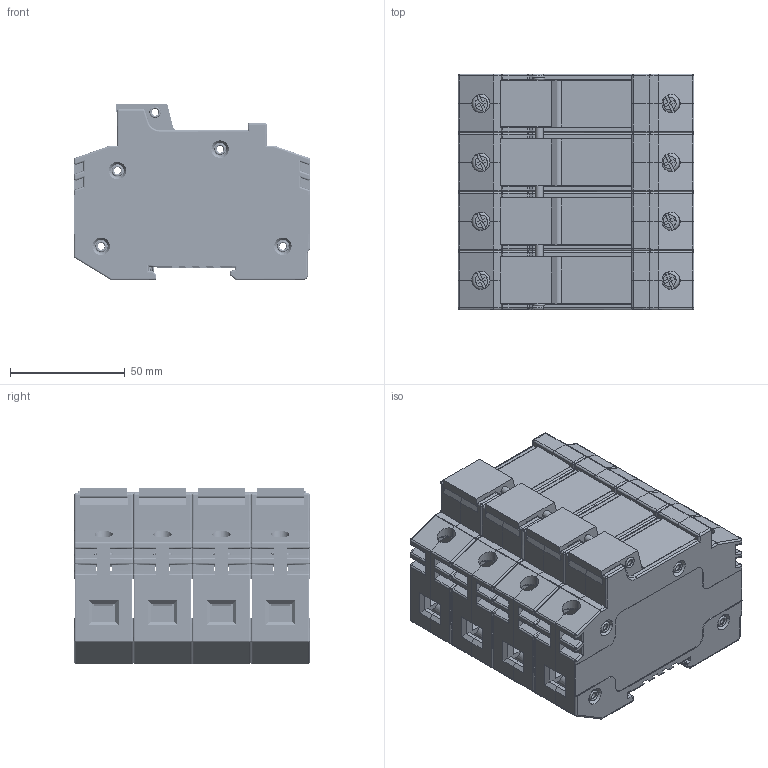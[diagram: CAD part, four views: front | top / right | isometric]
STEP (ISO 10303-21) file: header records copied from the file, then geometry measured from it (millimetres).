
FILE_DESCRIPTION(/* description */ (''),/* implementation_level */ '2;1');
FILE_NAME(/* name */ 'RT18-63 4P.prt.stp',/* time_stamp */ '2024-01-18T11:59:52+08:00',/* author */ (''),/* organization */ (''),/* preprocessor_version */ 'ST-DEVELOPER v16',/* originating_system */ 'SIEMENS PLM Software NX 10.0',/* authorisation */ '');
FILE_SCHEMA (('CONFIG_CONTROL_DESIGN'));
Products named in the file (1): RT18-63 4P
Bounding box: 103 x 102.8 x 76.91 mm (x, y, z)
Volume: 303717.2 mm3; surface area: 275635 mm2
Topology: 53 solids, 53 shells, 6278 faces, 16742 edges, 10302 vertices
Faces by surface type: plane 4006, cylinder 1626, bspline 208, cone 168, torus 146, sphere 124
Full cylindrical faces by diameter (mm): 3 x5, 3.5 x5, 3.8 x40, 7 x8
Entity records: 210548 total; most frequent: CARTESIAN_POINT 55251, ORIENTED_EDGE 32924, DIRECTION 31598, EDGE_CURVE 16462, LINE 11940, VECTOR 11940, VERTEX_POINT 10278, AXIS2_PLACEMENT_3D 9829
